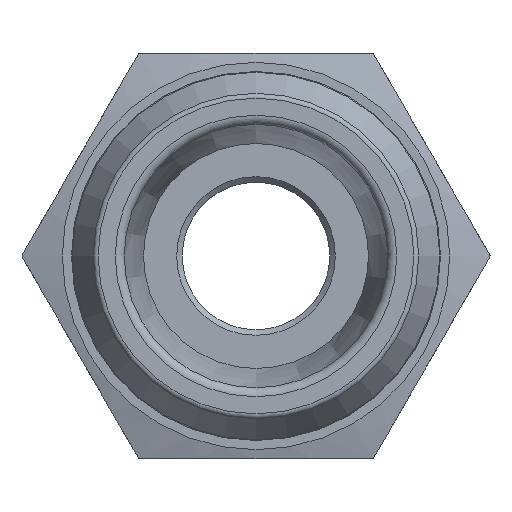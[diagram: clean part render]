
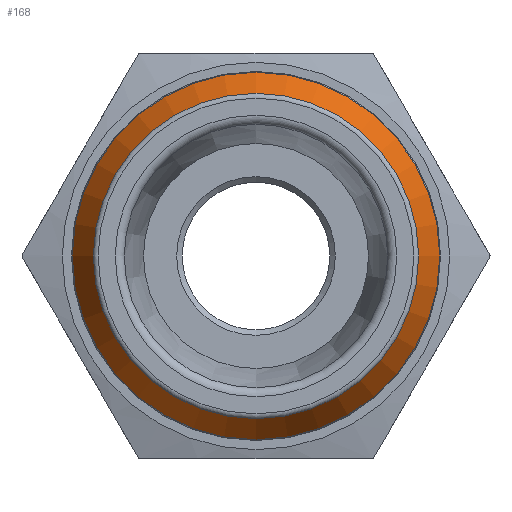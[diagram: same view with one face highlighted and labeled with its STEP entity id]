
A CAD part, left-side view. The second image highlights one B-rep face of the part: STEP entity #168.
In plain terms, the highlighted conical face has half-angle 30 degrees and reference radius 8.73 mm.
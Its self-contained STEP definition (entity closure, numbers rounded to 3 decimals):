
#168=ADVANCED_FACE('',(#245,#246),#201,.T.);
#201=CONICAL_SURFACE('',#622,8.73,30.);
#245=FACE_BOUND('',#297,.T.);
#246=FACE_BOUND('',#298,.T.);
#297=EDGE_LOOP('',(#372));
#298=EDGE_LOOP('',(#373));
#372=ORIENTED_EDGE('',*,*,#538,.T.);
#373=ORIENTED_EDGE('',*,*,#539,.T.);
#489=VERTEX_POINT('',#955);
#490=VERTEX_POINT('',#957);
#538=EDGE_CURVE('',#489,#489,#587,.T.);
#539=EDGE_CURVE('',#490,#490,#588,.T.);
#587=CIRCLE('',#620,9.96);
#588=CIRCLE('',#621,8.816);
#620=AXIS2_PLACEMENT_3D('',#954,#700,#701);
#621=AXIS2_PLACEMENT_3D('',#956,#702,#703);
#622=AXIS2_PLACEMENT_3D('',#958,#704,#705);
#700=DIRECTION('',(-1.,0.,0.));
#701=DIRECTION('',(0.,0.,1.));
#702=DIRECTION('',(1.,0.,0.));
#703=DIRECTION('',(0.,0.,1.));
#704=DIRECTION('',(1.,0.,0.));
#705=DIRECTION('',(0.,0.,-1.));
#954=CARTESIAN_POINT('',(2.13,0.,0.));
#955=CARTESIAN_POINT('',(2.13,0.,9.96));
#956=CARTESIAN_POINT('',(0.15,0.,0.));
#957=CARTESIAN_POINT('',(0.15,0.,8.816));
#958=CARTESIAN_POINT('',(0.,0.,0.));
